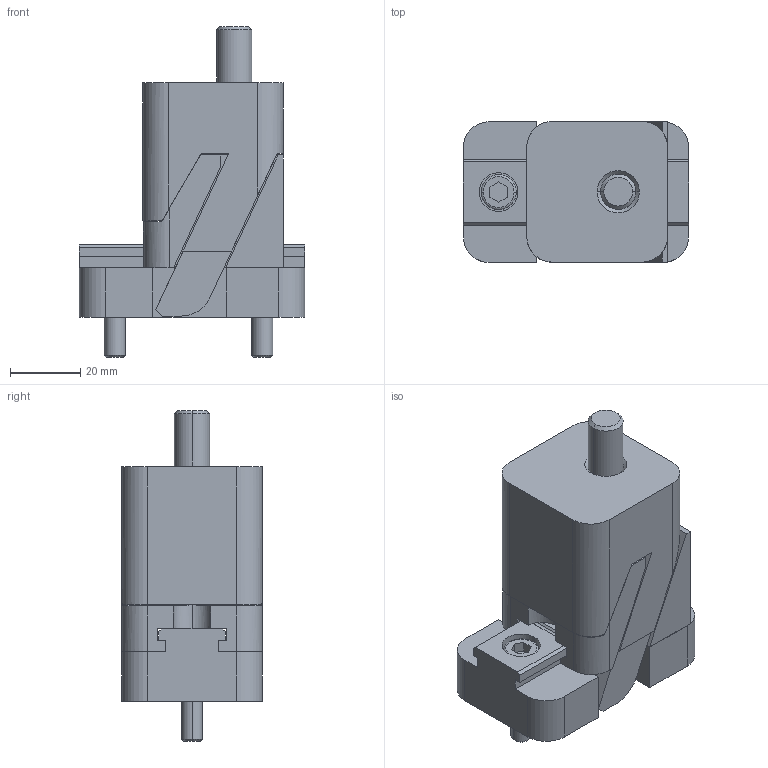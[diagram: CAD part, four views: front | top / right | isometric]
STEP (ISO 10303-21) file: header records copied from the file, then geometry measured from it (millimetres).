
FILE_DESCRIPTION(('STEP AP214'),'1');
FILE_NAME('cctmp_FAA4BE88-8EE5-4D8A-8D8C-A18B186CD729_2023_07_28_08_27_35_0136_63652..stp','2023-07-28T06:27:35',('Meusburger Georg GmbH & Co KG'),('CADClick - www.CADClick.com'),'Spatial InterOp 3D',' ','unknown authorization');
FILE_SCHEMA(('AUTOMOTIVE_DESIGN'));
Length unit declared in the file: millimetre
Products named in the file (11): cc_unnamed; E 30422_16; E 30421_16_1; E 30421_16; E 3042_16_1; E 1200_6x25_1; E 1200_6x25; E 1200_10x25; E 3080_3; E 3080_2; E 3080_1
Assembly tree (10 placements, depth 2):
  cc_unnamed
    E 30422_16
    E 30421_16_1
    E 30421_16
    E 3042_16_1
    E 1200_6x25_1
    E 1200_6x25
    E 1200_10x25
    E 3080_3
    E 3080_2
    E 3080_1
Bounding box: 64 x 40 x 94.05 mm (x, y, z)
Volume: 113715.1 mm3; surface area: 36506.2 mm2
Topology: 10 solids, 10 shells, 290 faces, 704 edges, 454 vertices
Faces by surface type: plane 158, cylinder 90, cone 26, torus 16
Entity records: 11218 total; most frequent: DIRECTION 1552, CARTESIAN_POINT 1529, ORIENTED_EDGE 1408, EDGE_CURVE 704, AXIS2_PLACEMENT_3D 553, VERTEX_POINT 454, LINE 446, VECTOR 446
